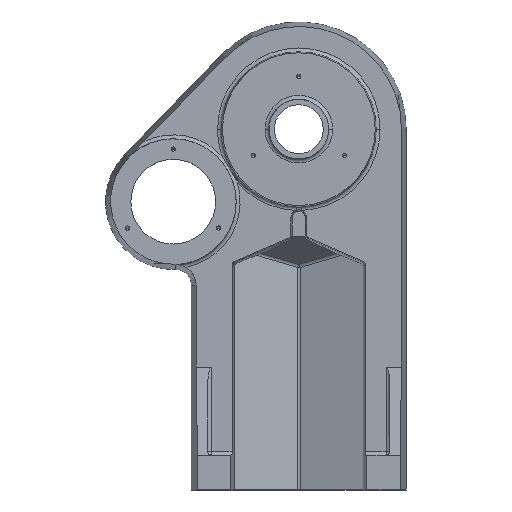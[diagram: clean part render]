
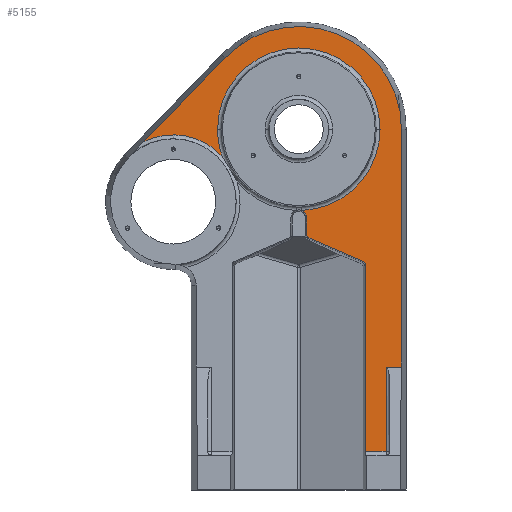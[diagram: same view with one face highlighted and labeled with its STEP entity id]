
A CAD part, top view. The second image highlights one B-rep face of the part: STEP entity #5155.
In plain terms, the highlighted planar face has unit normal (0, 0, 1).
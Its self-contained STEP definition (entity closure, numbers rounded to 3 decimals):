
#9 = VERTEX_POINT ( 'NONE', #653 ) ;
#11 = VERTEX_POINT ( 'NONE', #677 ) ;
#22 = CARTESIAN_POINT ( 'NONE',  ( 0., 0., 53. ) ) ;
#24 = EDGE_CURVE ( 'NONE', #4649, #2929, #2487, .T. ) ;
#54 = CIRCLE ( 'NONE', #3063, 6.137 ) ;
#65 = VERTEX_POINT ( 'NONE', #3973 ) ;
#96 = LINE ( 'NONE', #1381, #565 ) ;
#113 = EDGE_CURVE ( 'NONE', #2673, #2929, #54, .T. ) ;
#220 = ORIENTED_EDGE ( 'NONE', *, *, #2400, .T. ) ;
#222 = ORIENTED_EDGE ( 'NONE', *, *, #3530, .T. ) ;
#263 = LINE ( 'NONE', #1980, #5178 ) ;
#269 = CARTESIAN_POINT ( 'NONE',  ( 2.149, -63.251, 53. ) ) ;
#279 = CIRCLE ( 'NONE', #4297, 52.092 ) ;
#321 = VERTEX_POINT ( 'NONE', #1632 ) ;
#324 = ORIENTED_EDGE ( 'NONE', *, *, #6130, .T. ) ;
#358 = VERTEX_POINT ( 'NONE', #1608 ) ;
#375 = CARTESIAN_POINT ( 'NONE',  ( -120.763, -9.713, 53. ) ) ;
#444 = ORIENTED_EDGE ( 'NONE', *, *, #1601, .F. ) ;
#526 = DIRECTION ( 'NONE',  ( -1., 0., 0. ) ) ;
#565 = VECTOR ( 'NONE', #2822, 1000. ) ;
#589 = VECTOR ( 'NONE', #1448, 1000. ) ;
#653 = CARTESIAN_POINT ( 'NONE',  ( -63.288, 0., 53. ) ) ;
#677 = CARTESIAN_POINT ( 'NONE',  ( -57.472, 55.65, 53. ) ) ;
#679 = VERTEX_POINT ( 'NONE', #3395 ) ;
#821 = VERTEX_POINT ( 'NONE', #5902 ) ;
#844 = CARTESIAN_POINT ( 'NONE',  ( 50.199, -103.133, 53. ) ) ;
#870 = DIRECTION ( 'NONE',  ( 0., 1., 0. ) ) ;
#871 = CARTESIAN_POINT ( 'NONE',  ( -59.68, -21.063, 53. ) ) ;
#885 = DIRECTION ( 'NONE',  ( 0., 0., -1. ) ) ;
#935 = VERTEX_POINT ( 'NONE', #3179 ) ;
#973 = DIRECTION ( 'NONE',  ( 0., 0., -1. ) ) ;
#978 = CARTESIAN_POINT ( 'NONE',  ( 68., -185.274, 53. ) ) ;
#1043 = EDGE_CURVE ( 'NONE', #821, #2673, #1189, .T. ) ;
#1098 = LINE ( 'NONE', #4870, #6025 ) ;
#1118 = DIRECTION ( 'NONE',  ( -0.917, 0.398, 0. ) ) ;
#1138 = AXIS2_PLACEMENT_3D ( 'NONE', #3422, #973, #2942 ) ;
#1189 = LINE ( 'NONE', #6092, #3597 ) ;
#1209 = AXIS2_PLACEMENT_3D ( 'NONE', #22, #3399, #526 ) ;
#1311 = CARTESIAN_POINT ( 'NONE',  ( 52., -104.649, 53. ) ) ;
#1354 = CARTESIAN_POINT ( 'NONE',  ( 0., -185.274, 53. ) ) ;
#1381 = CARTESIAN_POINT ( 'NONE',  ( 80., 0., 53. ) ) ;
#1448 = DIRECTION ( 'NONE',  ( 0., 1., 0. ) ) ;
#1540 = DIRECTION ( 'NONE',  ( 1., 0., 0. ) ) ;
#1569 = DIRECTION ( 'NONE',  ( 0., 0., -1. ) ) ;
#1582 = CARTESIAN_POINT ( 'NONE',  ( 68., -185.274, 53. ) ) ;
#1600 = ORIENTED_EDGE ( 'NONE', *, *, #5320, .T. ) ;
#1601 = EDGE_CURVE ( 'NONE', #2875, #2653, #1960, .T. ) ;
#1608 = CARTESIAN_POINT ( 'NONE',  ( 50.199, -103.133, 53. ) ) ;
#1632 = CARTESIAN_POINT ( 'NONE',  ( 80., -185.274, 53. ) ) ;
#1644 = EDGE_LOOP ( 'NONE', ( #5447, #5846, #2770, #1600, #444, #5073, #2957, #5517, #1888, #324, #3005, #220, #3952, #222, #6148, #2470 ) ) ;
#1666 = CARTESIAN_POINT ( 'NONE',  ( 0., 0., 53. ) ) ;
#1809 = VECTOR ( 'NONE', #2683, 1000. ) ;
#1888 = ORIENTED_EDGE ( 'NONE', *, *, #6048, .T. ) ;
#1897 = EDGE_CURVE ( 'NONE', #65, #3996, #2998, .T. ) ;
#1904 = EDGE_CURVE ( 'NONE', #821, #935, #2494, .T. ) ;
#1938 = VECTOR ( 'NONE', #3640, 1000. ) ;
#1951 = CARTESIAN_POINT ( 'NONE',  ( 6.137, -83.266, 53. ) ) ;
#1960 = LINE ( 'NONE', #4124, #1809 ) ;
#1980 = CARTESIAN_POINT ( 'NONE',  ( -29.715, -68.432, 53. ) ) ;
#2072 = VECTOR ( 'NONE', #4689, 1000. ) ;
#2090 = LINE ( 'NONE', #5032, #1938 ) ;
#2149 = DIRECTION ( 'NONE',  ( -1., 0., 0. ) ) ;
#2242 = CARTESIAN_POINT ( 'NONE',  ( 52., -105.878, 53. ) ) ;
#2256 = AXIS2_PLACEMENT_3D ( 'NONE', #2724, #6039, #3192 ) ;
#2400 = EDGE_CURVE ( 'NONE', #5946, #5954, #279, .T. ) ;
#2470 = ORIENTED_EDGE ( 'NONE', *, *, #113, .F. ) ;
#2487 = CIRCLE ( 'NONE', #1138, 63.288 ) ;
#2494 =( BOUNDED_CURVE ( )  B_SPLINE_CURVE ( 3, ( #5243, #1951, #5736, #2908 ),
 .UNSPECIFIED., .F., .T. ) 
 B_SPLINE_CURVE_WITH_KNOTS ( ( 4, 4 ),
 ( 2.563, 3.721 ),
 .UNSPECIFIED. ) 
 CURVE ( )  GEOMETRIC_REPRESENTATION_ITEM ( )  RATIONAL_B_SPLINE_CURVE ( ( 1., 0.891, 0.891, 1. ) ) 
 REPRESENTATION_ITEM ( '' )  );
#2653 = VERTEX_POINT ( 'NONE', #2242 ) ;
#2673 = VERTEX_POINT ( 'NONE', #5303 ) ;
#2683 = DIRECTION ( 'NONE',  ( 0., 1., 0. ) ) ;
#2724 = CARTESIAN_POINT ( 'NONE',  ( 0., 0., 53. ) ) ;
#2770 = ORIENTED_EDGE ( 'NONE', *, *, #3246, .F. ) ;
#2822 = DIRECTION ( 'NONE',  ( 0., 1., 0. ) ) ;
#2875 = VERTEX_POINT ( 'NONE', #3110 ) ;
#2908 = CARTESIAN_POINT ( 'NONE',  ( 7.938, -84.782, 53. ) ) ;
#2925 = EDGE_CURVE ( 'NONE', #11, #5946, #2090, .T. ) ;
#2929 = VERTEX_POINT ( 'NONE', #269 ) ;
#2942 = DIRECTION ( 'NONE',  ( -1., 0., 0. ) ) ;
#2951 = EDGE_CURVE ( 'NONE', #5954, #9, #5558, .T. ) ;
#2957 = ORIENTED_EDGE ( 'NONE', *, *, #1897, .T. ) ;
#2998 = LINE ( 'NONE', #978, #589 ) ;
#3005 = ORIENTED_EDGE ( 'NONE', *, *, #2925, .T. ) ;
#3008 = DIRECTION ( 'NONE',  ( 1., 0., 0. ) ) ;
#3053 =( BOUNDED_CURVE ( )  B_SPLINE_CURVE ( 3, ( #844, #4183, #1311, #4645 ),
 .UNSPECIFIED., .F., .T. ) 
 B_SPLINE_CURVE_WITH_KNOTS ( ( 4, 4 ),
 ( 2.563, 3.721 ),
 .UNSPECIFIED. ) 
 CURVE ( )  GEOMETRIC_REPRESENTATION_ITEM ( )  RATIONAL_B_SPLINE_CURVE ( ( 1., 0.891, 0.891, 1. ) ) 
 REPRESENTATION_ITEM ( '' )  );
#3063 = AXIS2_PLACEMENT_3D ( 'NONE', #4191, #3236, #3008 ) ;
#3082 = PLANE ( 'NONE',  #5556 ) ;
#3110 = CARTESIAN_POINT ( 'NONE',  ( 52., -251., 53. ) ) ;
#3179 = CARTESIAN_POINT ( 'NONE',  ( 7.938, -84.782, 53. ) ) ;
#3192 = DIRECTION ( 'NONE',  ( -1., 0., 0. ) ) ;
#3236 = DIRECTION ( 'NONE',  ( 0., 0., 1. ) ) ;
#3246 = EDGE_CURVE ( 'NONE', #358, #935, #263, .T. ) ;
#3395 = CARTESIAN_POINT ( 'NONE',  ( 80., 0., 53. ) ) ;
#3399 = DIRECTION ( 'NONE',  ( 0., 0., 1. ) ) ;
#3422 = CARTESIAN_POINT ( 'NONE',  ( 0., 0., 53. ) ) ;
#3530 = EDGE_CURVE ( 'NONE', #9, #4649, #6088, .T. ) ;
#3597 = VECTOR ( 'NONE', #870, 1000. ) ;
#3640 = DIRECTION ( 'NONE',  ( -0.696, -0.718, 0. ) ) ;
#3759 = CARTESIAN_POINT ( 'NONE',  ( 0., 0., 53. ) ) ;
#3952 = ORIENTED_EDGE ( 'NONE', *, *, #2951, .T. ) ;
#3973 = CARTESIAN_POINT ( 'NONE',  ( 68., -251., 53. ) ) ;
#3996 = VERTEX_POINT ( 'NONE', #1582 ) ;
#4124 = CARTESIAN_POINT ( 'NONE',  ( 52., 0., 53. ) ) ;
#4126 = AXIS2_PLACEMENT_3D ( 'NONE', #3759, #885, #4227 ) ;
#4183 = CARTESIAN_POINT ( 'NONE',  ( 51.327, -103.623, 53. ) ) ;
#4191 = CARTESIAN_POINT ( 'NONE',  ( 0., -69., 53. ) ) ;
#4227 = DIRECTION ( 'NONE',  ( -1., 0., 0. ) ) ;
#4262 = EDGE_CURVE ( 'NONE', #3996, #321, #6006, .T. ) ;
#4297 = AXIS2_PLACEMENT_3D ( 'NONE', #4425, #1569, #4891 ) ;
#4425 = CARTESIAN_POINT ( 'NONE',  ( -97.861, -56.5, 53. ) ) ;
#4539 = CARTESIAN_POINT ( 'NONE',  ( 63.288, 0., 53. ) ) ;
#4645 = CARTESIAN_POINT ( 'NONE',  ( 52., -105.878, 53. ) ) ;
#4649 = VERTEX_POINT ( 'NONE', #4539 ) ;
#4689 = DIRECTION ( 'NONE',  ( 1., 0., 0. ) ) ;
#4870 = CARTESIAN_POINT ( 'NONE',  ( 71., -251., 53. ) ) ;
#4891 = DIRECTION ( 'NONE',  ( -1., 0., 0. ) ) ;
#4985 = DIRECTION ( 'NONE',  ( 0., 0., -1. ) ) ;
#5032 = CARTESIAN_POINT ( 'NONE',  ( -57.472, 55.65, 53. ) ) ;
#5073 = ORIENTED_EDGE ( 'NONE', *, *, #5605, .T. ) ;
#5155 = ADVANCED_FACE ( 'NONE', ( #5712 ), #3082, .F. ) ;
#5178 = VECTOR ( 'NONE', #1118, 1000. ) ;
#5243 = CARTESIAN_POINT ( 'NONE',  ( 6.137, -82.037, 53. ) ) ;
#5303 = CARTESIAN_POINT ( 'NONE',  ( 6.137, -69., 53. ) ) ;
#5320 = EDGE_CURVE ( 'NONE', #358, #2653, #3053, .T. ) ;
#5447 = ORIENTED_EDGE ( 'NONE', *, *, #1043, .F. ) ;
#5517 = ORIENTED_EDGE ( 'NONE', *, *, #4262, .T. ) ;
#5556 = AXIS2_PLACEMENT_3D ( 'NONE', #1666, #4985, #2149 ) ;
#5558 = CIRCLE ( 'NONE', #2256, 63.288 ) ;
#5605 = EDGE_CURVE ( 'NONE', #2875, #65, #1098, .T. ) ;
#5712 = FACE_OUTER_BOUND ( 'NONE', #1644, .T. ) ;
#5736 = CARTESIAN_POINT ( 'NONE',  ( 6.811, -84.292, 53. ) ) ;
#5846 = ORIENTED_EDGE ( 'NONE', *, *, #1904, .T. ) ;
#5859 = CIRCLE ( 'NONE', #1209, 80. ) ;
#5902 = CARTESIAN_POINT ( 'NONE',  ( 6.137, -82.037, 53. ) ) ;
#5946 = VERTEX_POINT ( 'NONE', #375 ) ;
#5954 = VERTEX_POINT ( 'NONE', #871 ) ;
#6006 = LINE ( 'NONE', #1354, #2072 ) ;
#6025 = VECTOR ( 'NONE', #1540, 1000. ) ;
#6039 = DIRECTION ( 'NONE',  ( 0., 0., -1. ) ) ;
#6048 = EDGE_CURVE ( 'NONE', #321, #679, #96, .T. ) ;
#6088 = CIRCLE ( 'NONE', #4126, 63.288 ) ;
#6092 = CARTESIAN_POINT ( 'NONE',  ( 6.137, 0., 53. ) ) ;
#6130 = EDGE_CURVE ( 'NONE', #679, #11, #5859, .T. ) ;
#6148 = ORIENTED_EDGE ( 'NONE', *, *, #24, .T. ) ;
